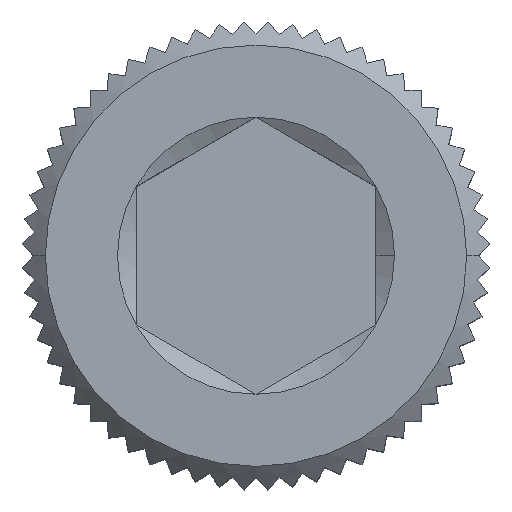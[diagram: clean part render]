
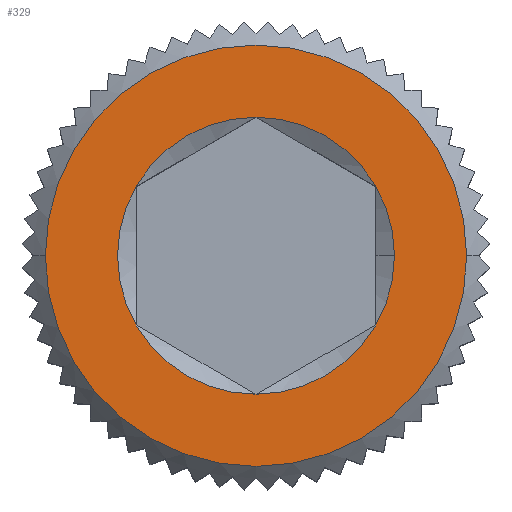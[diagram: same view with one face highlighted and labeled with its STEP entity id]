
A CAD part, top view. The second image highlights one B-rep face of the part: STEP entity #329.
In plain terms, the highlighted planar face has unit normal (0, 0, 1).
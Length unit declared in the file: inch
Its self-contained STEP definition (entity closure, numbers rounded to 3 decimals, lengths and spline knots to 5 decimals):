
#130 = VERTEX_POINT ( 'NONE', #2239 ) ;
#176 = EDGE_CURVE ( 'NONE', #2739, #526, #2135, .T. ) ;
#250 = DIRECTION ( 'NONE',  ( 0., 0., 1. ) ) ;
#302 = CARTESIAN_POINT ( 'NONE',  ( 0., 0.0915, 0.21225 ) ) ;
#329 = ADVANCED_FACE ( 'NONE', ( #5565, #8598 ), #2644, .T. ) ;
#459 = AXIS2_PLACEMENT_3D ( 'NONE', #5389, #6059, #2907 ) ;
#526 = VERTEX_POINT ( 'NONE', #3451 ) ;
#643 = AXIS2_PLACEMENT_3D ( 'NONE', #2116, #6112, #9382 ) ;
#987 = DIRECTION ( 'NONE',  ( 1., 0., 0. ) ) ;
#989 = AXIS2_PLACEMENT_3D ( 'NONE', #5021, #5075, #987 ) ;
#1282 = AXIS2_PLACEMENT_3D ( 'NONE', #9093, #5103, #4280 ) ;
#1403 = CARTESIAN_POINT ( 'NONE',  ( 0., 0., 0.21225 ) ) ;
#1683 = VERTEX_POINT ( 'NONE', #8428 ) ;
#1715 = ORIENTED_EDGE ( 'NONE', *, *, #5221, .F. ) ;
#2116 = CARTESIAN_POINT ( 'NONE',  ( 0., 0., 0.21225 ) ) ;
#2135 = CIRCLE ( 'NONE', #6888, 0.05413 ) ;
#2205 = DIRECTION ( 'NONE',  ( 1., 0., 0. ) ) ;
#2239 = CARTESIAN_POINT ( 'NONE',  ( 0.05413, 0., 0.21225 ) ) ;
#2644 = PLANE ( 'NONE',  #3512 ) ;
#2739 = VERTEX_POINT ( 'NONE', #7217 ) ;
#2907 = DIRECTION ( 'NONE',  ( 1., 0., 0. ) ) ;
#2922 = DIRECTION ( 'NONE',  ( 0., 0., 1. ) ) ;
#2946 = EDGE_CURVE ( 'NONE', #3463, #130, #6665, .T. ) ;
#3186 = CIRCLE ( 'NONE', #8097, 0.08235 ) ;
#3264 = ORIENTED_EDGE ( 'NONE', *, *, #176, .F. ) ;
#3370 = ORIENTED_EDGE ( 'NONE', *, *, #2946, .F. ) ;
#3451 = CARTESIAN_POINT ( 'NONE',  ( -0.04687, -0.02706, 0.21225 ) ) ;
#3463 = VERTEX_POINT ( 'NONE', #6760 ) ;
#3512 = AXIS2_PLACEMENT_3D ( 'NONE', #302, #8320, #9139 ) ;
#3621 = CIRCLE ( 'NONE', #989, 0.05413 ) ;
#3692 = EDGE_LOOP ( 'NONE', ( #9062, #1715, #3370, #7034, #6130, #3264, #4485 ) ) ;
#4078 = VERTEX_POINT ( 'NONE', #4393 ) ;
#4146 = EDGE_CURVE ( 'NONE', #526, #8748, #9727, .T. ) ;
#4220 = CIRCLE ( 'NONE', #5463, 0.05413 ) ;
#4280 = DIRECTION ( 'NONE',  ( 1., 0., 0. ) ) ;
#4393 = CARTESIAN_POINT ( 'NONE',  ( 0.08235, 0., 0.21225 ) ) ;
#4485 = ORIENTED_EDGE ( 'NONE', *, *, #9962, .F. ) ;
#4539 = CARTESIAN_POINT ( 'NONE',  ( 0., 0.05413, 0.21225 ) ) ;
#4553 = DIRECTION ( 'NONE',  ( 1., 0., 0. ) ) ;
#4585 = EDGE_CURVE ( 'NONE', #8748, #3463, #7538, .T. ) ;
#5017 = EDGE_CURVE ( 'NONE', #9554, #8626, #9302, .T. ) ;
#5021 = CARTESIAN_POINT ( 'NONE',  ( 0., 0., 0.21225 ) ) ;
#5068 = CARTESIAN_POINT ( 'NONE',  ( 0., 0., 0.21225 ) ) ;
#5075 = DIRECTION ( 'NONE',  ( 0., 0., 1. ) ) ;
#5103 = DIRECTION ( 'NONE',  ( 0., 0., 1. ) ) ;
#5129 = CARTESIAN_POINT ( 'NONE',  ( 0., 0., 0.21225 ) ) ;
#5221 = EDGE_CURVE ( 'NONE', #130, #9554, #4220, .T. ) ;
#5389 = CARTESIAN_POINT ( 'NONE',  ( 0., 0., 0.21225 ) ) ;
#5463 = AXIS2_PLACEMENT_3D ( 'NONE', #7783, #2922, #4553 ) ;
#5565 = FACE_OUTER_BOUND ( 'NONE', #5916, .T. ) ;
#5881 = DIRECTION ( 'NONE',  ( 1., 0., 0. ) ) ;
#5906 = DIRECTION ( 'NONE',  ( 1., 0., 0. ) ) ;
#5916 = EDGE_LOOP ( 'NONE', ( #6427, #9859 ) ) ;
#6059 = DIRECTION ( 'NONE',  ( 0., 0., 1. ) ) ;
#6071 = DIRECTION ( 'NONE',  ( 1., 0., 0. ) ) ;
#6112 = DIRECTION ( 'NONE',  ( 0., 0., 1. ) ) ;
#6130 = ORIENTED_EDGE ( 'NONE', *, *, #4146, .F. ) ;
#6350 = AXIS2_PLACEMENT_3D ( 'NONE', #5129, #7356, #5906 ) ;
#6427 = ORIENTED_EDGE ( 'NONE', *, *, #8112, .T. ) ;
#6665 = CIRCLE ( 'NONE', #643, 0.05413 ) ;
#6760 = CARTESIAN_POINT ( 'NONE',  ( 0.04687, -0.02706, 0.21225 ) ) ;
#6888 = AXIS2_PLACEMENT_3D ( 'NONE', #10012, #8422, #6071 ) ;
#7034 = ORIENTED_EDGE ( 'NONE', *, *, #4585, .F. ) ;
#7217 = CARTESIAN_POINT ( 'NONE',  ( -0.04687, 0.02706, 0.21225 ) ) ;
#7356 = DIRECTION ( 'NONE',  ( 0., 0., 1. ) ) ;
#7538 = CIRCLE ( 'NONE', #9771, 0.05413 ) ;
#7783 = CARTESIAN_POINT ( 'NONE',  ( 0., 0., 0.21225 ) ) ;
#8097 = AXIS2_PLACEMENT_3D ( 'NONE', #1403, #10246, #2205 ) ;
#8112 = EDGE_CURVE ( 'NONE', #1683, #4078, #8634, .T. ) ;
#8320 = DIRECTION ( 'NONE',  ( 0., 0., 1. ) ) ;
#8422 = DIRECTION ( 'NONE',  ( 0., 0., 1. ) ) ;
#8428 = CARTESIAN_POINT ( 'NONE',  ( -0.08235, 0., 0.21225 ) ) ;
#8476 = CARTESIAN_POINT ( 'NONE',  ( 0.04687, 0.02706, 0.21225 ) ) ;
#8598 = FACE_BOUND ( 'NONE', #3692, .T. ) ;
#8626 = VERTEX_POINT ( 'NONE', #4539 ) ;
#8634 = CIRCLE ( 'NONE', #1282, 0.08235 ) ;
#8737 = EDGE_CURVE ( 'NONE', #4078, #1683, #3186, .T. ) ;
#8748 = VERTEX_POINT ( 'NONE', #9511 ) ;
#9062 = ORIENTED_EDGE ( 'NONE', *, *, #5017, .F. ) ;
#9093 = CARTESIAN_POINT ( 'NONE',  ( 0., 0., 0.21225 ) ) ;
#9139 = DIRECTION ( 'NONE',  ( 1., 0., 0. ) ) ;
#9302 = CIRCLE ( 'NONE', #6350, 0.05413 ) ;
#9382 = DIRECTION ( 'NONE',  ( 1., 0., 0. ) ) ;
#9511 = CARTESIAN_POINT ( 'NONE',  ( 0., -0.05413, 0.21225 ) ) ;
#9554 = VERTEX_POINT ( 'NONE', #8476 ) ;
#9727 = CIRCLE ( 'NONE', #459, 0.05413 ) ;
#9771 = AXIS2_PLACEMENT_3D ( 'NONE', #5068, #250, #5881 ) ;
#9859 = ORIENTED_EDGE ( 'NONE', *, *, #8737, .T. ) ;
#9962 = EDGE_CURVE ( 'NONE', #8626, #2739, #3621, .T. ) ;
#10012 = CARTESIAN_POINT ( 'NONE',  ( 0., 0., 0.21225 ) ) ;
#10246 = DIRECTION ( 'NONE',  ( 0., 0., 1. ) ) ;
